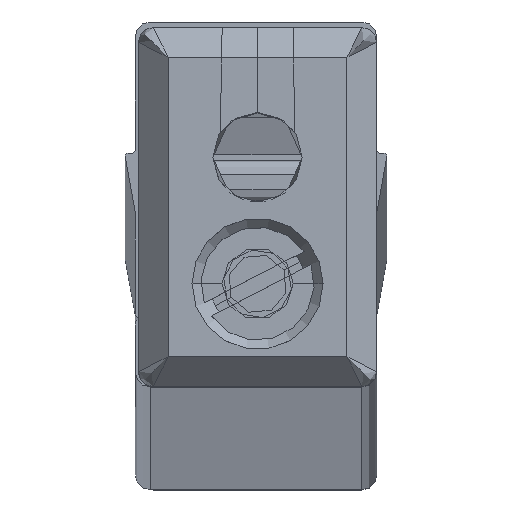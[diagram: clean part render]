
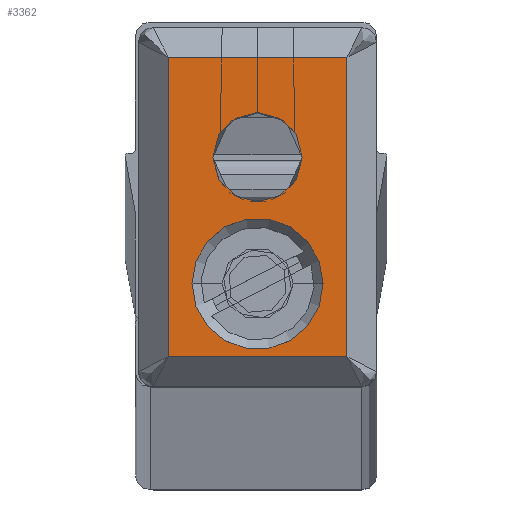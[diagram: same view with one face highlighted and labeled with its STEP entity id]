
A CAD part, top view. The second image highlights one B-rep face of the part: STEP entity #3362.
In plain terms, the highlighted planar face has unit normal (0, 0, 1).
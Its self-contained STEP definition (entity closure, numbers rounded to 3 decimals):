
#4 = ORIENTED_EDGE ( 'NONE', *, *, #629, .T. ) ;
#64 = CARTESIAN_POINT ( 'NONE',  ( 0., -2.575, 10. ) ) ;
#391 = CARTESIAN_POINT ( 'NONE',  ( 2.2, -2.575, 10. ) ) ;
#549 = AXIS2_PLACEMENT_3D ( 'NONE', #3507, #7588, #4082 ) ;
#581 = EDGE_CURVE ( 'NONE', #1704, #1445, #2053, .T. ) ;
#582 = CARTESIAN_POINT ( 'NONE',  ( 3., 5.025, 10. ) ) ;
#629 = EDGE_CURVE ( 'NONE', #5250, #4610, #4803, .T. ) ;
#679 = DIRECTION ( 'NONE',  ( 1., 0., 0. ) ) ;
#786 = ORIENTED_EDGE ( 'NONE', *, *, #5147, .F. ) ;
#877 = PLANE ( 'NONE',  #7618 ) ;
#956 = CARTESIAN_POINT ( 'NONE',  ( 0., 1.675, 10. ) ) ;
#1083 = VERTEX_POINT ( 'NONE', #391 ) ;
#1094 = LINE ( 'NONE', #5373, #4111 ) ;
#1195 = DIRECTION ( 'NONE',  ( -1., 0., 0. ) ) ;
#1207 = CARTESIAN_POINT ( 'NONE',  ( -3.5, 5.025, 10. ) ) ;
#1445 = VERTEX_POINT ( 'NONE', #3675 ) ;
#1486 = DIRECTION ( 'NONE',  ( 1., 0., 0. ) ) ;
#1575 = DIRECTION ( 'NONE',  ( 1., 0., 0. ) ) ;
#1692 = CARTESIAN_POINT ( 'NONE',  ( 3., 5.525, 10. ) ) ;
#1704 = VERTEX_POINT ( 'NONE', #5737 ) ;
#1707 = EDGE_LOOP ( 'NONE', ( #1840, #4, #2892, #7172 ) ) ;
#1748 = DIRECTION ( 'NONE',  ( 1., 0., 0. ) ) ;
#1775 = FACE_BOUND ( 'NONE', #5408, .T. ) ;
#1812 = CARTESIAN_POINT ( 'NONE',  ( -3., 5.025, 10. ) ) ;
#1831 = CARTESIAN_POINT ( 'NONE',  ( 3.5, -5.025, 10. ) ) ;
#1840 = ORIENTED_EDGE ( 'NONE', *, *, #4165, .T. ) ;
#1985 = FACE_OUTER_BOUND ( 'NONE', #1707, .T. ) ;
#2053 = LINE ( 'NONE', #1831, #3643 ) ;
#2680 = AXIS2_PLACEMENT_3D ( 'NONE', #3550, #7630, #4126 ) ;
#2892 = ORIENTED_EDGE ( 'NONE', *, *, #3740, .T. ) ;
#3137 = EDGE_LOOP ( 'NONE', ( #3898, #5071 ) ) ;
#3190 = CIRCLE ( 'NONE', #6223, 1.5 ) ;
#3272 = VECTOR ( 'NONE', #1195, 1000. ) ;
#3307 = EDGE_CURVE ( 'NONE', #1083, #5372, #4115, .T. ) ;
#3316 = AXIS2_PLACEMENT_3D ( 'NONE', #64, #4289, #679 ) ;
#3362 = ADVANCED_FACE ( 'NONE', ( #1775, #1985, #6474 ), #877, .T. ) ;
#3507 = CARTESIAN_POINT ( 'NONE',  ( 0., -2.575, 10. ) ) ;
#3550 = CARTESIAN_POINT ( 'NONE',  ( 0., 1.675, 10. ) ) ;
#3582 = CARTESIAN_POINT ( 'NONE',  ( -1.5, 1.675, 10. ) ) ;
#3643 = VECTOR ( 'NONE', #1748, 1000. ) ;
#3669 = VERTEX_POINT ( 'NONE', #3582 ) ;
#3675 = CARTESIAN_POINT ( 'NONE',  ( 3., -5.025, 10. ) ) ;
#3735 = CARTESIAN_POINT ( 'NONE',  ( 0., 0., 10. ) ) ;
#3740 = EDGE_CURVE ( 'NONE', #4610, #1704, #1094, .T. ) ;
#3898 = ORIENTED_EDGE ( 'NONE', *, *, #3307, .F. ) ;
#3993 = VERTEX_POINT ( 'NONE', #5619 ) ;
#4082 = DIRECTION ( 'NONE',  ( 1., 0., 0. ) ) ;
#4111 = VECTOR ( 'NONE', #7716, 1000. ) ;
#4115 = CIRCLE ( 'NONE', #3316, 2.2 ) ;
#4126 = DIRECTION ( 'NONE',  ( 1., 0., 0. ) ) ;
#4165 = EDGE_CURVE ( 'NONE', #1445, #5250, #4644, .T. ) ;
#4289 = DIRECTION ( 'NONE',  ( 0., 0., 1. ) ) ;
#4380 = EDGE_CURVE ( 'NONE', #3669, #3993, #3190, .T. ) ;
#4610 = VERTEX_POINT ( 'NONE', #1812 ) ;
#4644 = LINE ( 'NONE', #1692, #6003 ) ;
#4803 = LINE ( 'NONE', #1207, #3272 ) ;
#5044 = DIRECTION ( 'NONE',  ( 0., 0., 1. ) ) ;
#5071 = ORIENTED_EDGE ( 'NONE', *, *, #5766, .F. ) ;
#5128 = DIRECTION ( 'NONE',  ( 0., 0., 1. ) ) ;
#5147 = EDGE_CURVE ( 'NONE', #3993, #3669, #5993, .T. ) ;
#5250 = VERTEX_POINT ( 'NONE', #582 ) ;
#5372 = VERTEX_POINT ( 'NONE', #6610 ) ;
#5373 = CARTESIAN_POINT ( 'NONE',  ( -3., -5.525, 10. ) ) ;
#5408 = EDGE_LOOP ( 'NONE', ( #786, #6709 ) ) ;
#5437 = CIRCLE ( 'NONE', #549, 2.2 ) ;
#5619 = CARTESIAN_POINT ( 'NONE',  ( 1.5, 1.675, 10. ) ) ;
#5737 = CARTESIAN_POINT ( 'NONE',  ( -3., -5.025, 10. ) ) ;
#5766 = EDGE_CURVE ( 'NONE', #5372, #1083, #5437, .T. ) ;
#5993 = CIRCLE ( 'NONE', #2680, 1.5 ) ;
#6003 = VECTOR ( 'NONE', #6405, 1000. ) ;
#6223 = AXIS2_PLACEMENT_3D ( 'NONE', #956, #5128, #1575 ) ;
#6405 = DIRECTION ( 'NONE',  ( 0., 1., 0. ) ) ;
#6474 = FACE_BOUND ( 'NONE', #3137, .T. ) ;
#6610 = CARTESIAN_POINT ( 'NONE',  ( -2.2, -2.575, 10. ) ) ;
#6709 = ORIENTED_EDGE ( 'NONE', *, *, #4380, .F. ) ;
#7172 = ORIENTED_EDGE ( 'NONE', *, *, #581, .T. ) ;
#7588 = DIRECTION ( 'NONE',  ( 0., 0., 1. ) ) ;
#7618 = AXIS2_PLACEMENT_3D ( 'NONE', #3735, #5044, #1486 ) ;
#7630 = DIRECTION ( 'NONE',  ( 0., 0., 1. ) ) ;
#7716 = DIRECTION ( 'NONE',  ( 0., -1., 0. ) ) ;
